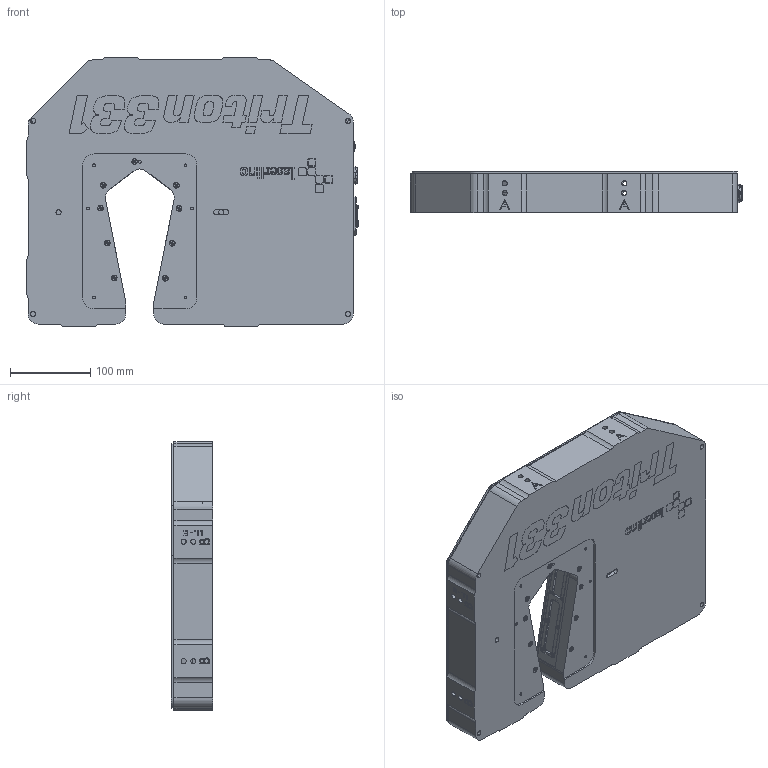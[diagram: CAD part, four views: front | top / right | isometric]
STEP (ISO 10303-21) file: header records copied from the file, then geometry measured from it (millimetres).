
FILE_DESCRIPTION (( 'STEP AP203' ), '1' );
FILE_NAME ('00331-01 Triton331, Triple Axis Micrometer.STEP', '2014-01-17T16:39:33', ( 'Mark' ), ( '' ), 'SwSTEP 2.0', 'SolidWorks 2014', '' );
FILE_SCHEMA (( 'CONFIG_CONTROL_DESIGN' ));
Length unit declared in the file: inch
Products named in the file (1): 00331-01 Triton331, Triple Axis Micrometer
Bounding box: 414.88 x 51.44 x 335.28 mm (x, y, z)
Surface area: 470886.9 mm2 (no closed solid volume)
Topology: 0 solids, 227 shells, 1612 faces, 8508 edges, 6798 vertices
Faces by surface type: plane 946, cone 394, cylinder 202, bspline 43, torus 19, sphere 8
Entity records: 92058 total; most frequent: CARTESIAN_POINT 29756, DIRECTION 11749, ORIENTED_EDGE 11093, EDGE_CURVE 8422, VERTEX_POINT 6798, LINE 4625, VECTOR 4625, AXIS2_PLACEMENT_3D 3562
